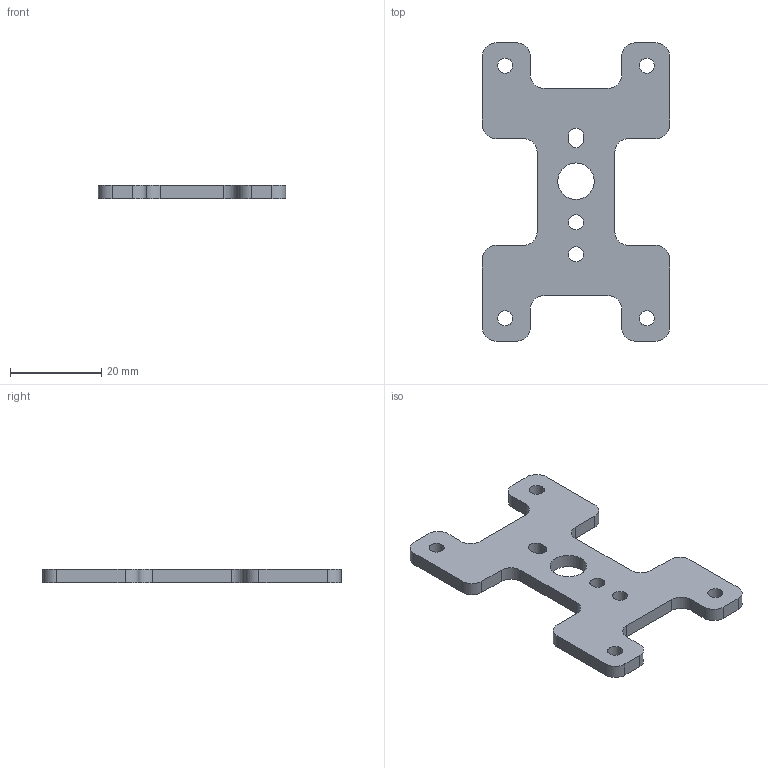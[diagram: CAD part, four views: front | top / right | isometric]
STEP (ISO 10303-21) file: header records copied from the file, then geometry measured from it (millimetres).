
FILE_DESCRIPTION(/* description */ (''),/* implementation_level */ '2;1');
FILE_NAME(/* name */ 'TapaInferior.stp',/* time_stamp */ '2019-04-30T13:55:19-06:00',/* author */ ('Kenny'),/* organization */ (''),/* preprocessor_version */ 'ST-DEVELOPER v17',/* originating_system */ 'Autodesk Inventor 2019',/* authorisation */ '');
FILE_SCHEMA (('AUTOMOTIVE_DESIGN { 1 0 10303 214 3 1 1 }'));
Length unit declared in the file: millimetre
Products named in the file (1): TapaInferior
Bounding box: 41 x 65.3 x 3 mm (x, y, z)
Volume: 4790.8 mm3; surface area: 4317.5 mm2
Topology: 1 solids, 1 shells, 53 faces, 210 edges, 203 vertices
Faces by surface type: cylinder 29, plane 24
Full cylindrical faces by diameter (mm): 3.3 x6, 8 x1
Entity records: 2234 total; most frequent: CARTESIAN_POINT 438, DIRECTION 389, ORIENTED_EDGE 318, EDGE_CURVE 159, AXIS2_PLACEMENT_3D 147, VERTEX_POINT 108, LINE 95, VECTOR 95
